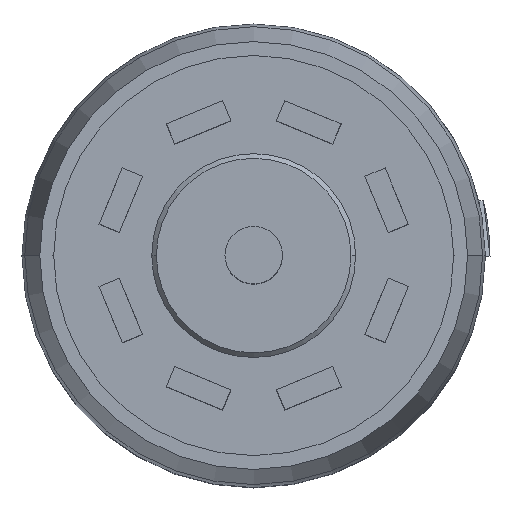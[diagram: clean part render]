
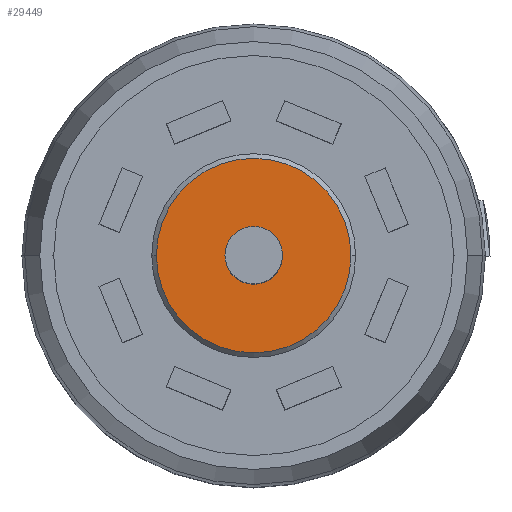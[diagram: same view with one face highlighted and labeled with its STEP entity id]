
A CAD part, top view. The second image highlights one B-rep face of the part: STEP entity #29449.
In plain terms, the highlighted planar face has unit normal (0, 0, 1).
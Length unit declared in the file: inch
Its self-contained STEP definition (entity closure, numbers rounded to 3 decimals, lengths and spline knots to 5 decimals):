
#26517=CARTESIAN_POINT('',(0.,0.,0.381));
#26518=DIRECTION('',(0.,0.,1.));
#26519=DIRECTION('',(-1.,0.,0.));
#26520=AXIS2_PLACEMENT_3D('',#26517,#26518,#26519);
#26522=CARTESIAN_POINT('',(0.,0.,0.381));
#26523=DIRECTION('',(0.,0.,1.));
#26524=DIRECTION('',(1.,0.,0.));
#26525=AXIS2_PLACEMENT_3D('',#26522,#26523,#26524);
#26527=CARTESIAN_POINT('',(0.,0.,0.381));
#26528=DIRECTION('',(0.,0.,1.));
#26529=DIRECTION('',(1.,0.,0.));
#26530=AXIS2_PLACEMENT_3D('',#26527,#26528,#26529);
#26536=CARTESIAN_POINT('',(0.,0.,0.381));
#26537=DIRECTION('',(0.,0.,-1.));
#26538=DIRECTION('',(1.,0.,0.));
#26539=AXIS2_PLACEMENT_3D('',#26536,#26537,#26538);
#27737=CARTESIAN_POINT('',(0.031,0.,0.381));
#27739=VERTEX_POINT('',#27737);
#27745=CARTESIAN_POINT('',(-0.031,0.,0.381));
#27747=VERTEX_POINT('',#27745);
#27757=CARTESIAN_POINT('',(-0.105,0.,0.381));
#27758=CARTESIAN_POINT('',(0.105,0.,0.381));
#27759=VERTEX_POINT('',#27757);
#27760=VERTEX_POINT('',#27758);
#29434=CARTESIAN_POINT('',(0.,0.,0.381));
#29435=DIRECTION('',(0.,0.,1.));
#29436=DIRECTION('',(1.,0.,0.));
#29437=AXIS2_PLACEMENT_3D('',#29434,#29435,#29436);
#29438=PLANE('',#29437);
#29439=ORIENTED_EDGE('',*,*,#29401,.F.);
#29440=ORIENTED_EDGE('',*,*,#29376,.F.);
#29441=EDGE_LOOP('',(#29439,#29440));
#29442=FACE_OUTER_BOUND('',#29441,.F.);
#29444=ORIENTED_EDGE('',*,*,#29443,.T.);
#29446=ORIENTED_EDGE('',*,*,#29445,.F.);
#29447=EDGE_LOOP('',(#29444,#29446));
#29448=FACE_BOUND('',#29447,.F.);
#29449=ADVANCED_FACE('',(#29442,#29448),#29438,.T.);
#26521=CIRCLE('',#26520,0.105);
#26526=CIRCLE('',#26525,0.105);
#26531=CIRCLE('',#26530,0.031);
#26540=CIRCLE('',#26539,0.031);
#29376=EDGE_CURVE('',#27760,#27759,#26526,.T.);
#29401=EDGE_CURVE('',#27759,#27760,#26521,.T.);
#29443=EDGE_CURVE('',#27739,#27747,#26531,.T.);
#29445=EDGE_CURVE('',#27739,#27747,#26540,.T.);
